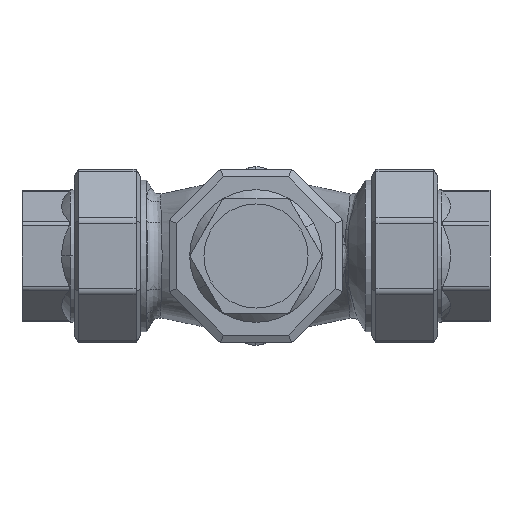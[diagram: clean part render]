
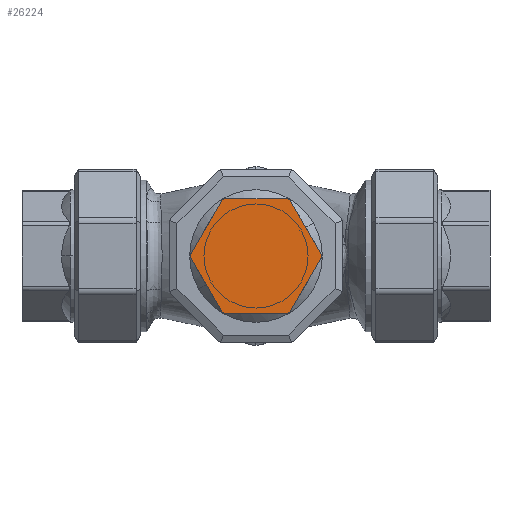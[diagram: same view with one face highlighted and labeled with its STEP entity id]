
A CAD part, front view. The second image highlights one B-rep face of the part: STEP entity #26224.
In plain terms, the highlighted planar face has unit normal (0, -1, 0).
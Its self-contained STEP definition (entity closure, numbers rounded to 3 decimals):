
#116 = AXIS2_PLACEMENT_3D ( 'NONE', #67052, #67065, #67067 ) ;
#6288 = CARTESIAN_POINT ( 'NONE',  ( 11.881, -89.05, 20.578 ) ) ;
#6289 = DIRECTION ( 'NONE',  ( 0., -1., 0. ) ) ;
#16413 = VERTEX_POINT ( 'NONE', #88795 ) ;
#16427 = VERTEX_POINT ( 'NONE', #88809 ) ;
#16489 = VERTEX_POINT ( 'NONE', #88871 ) ;
#19883 = EDGE_LOOP ( 'NONE', ( #56987, #56984, #56981, #56979, #56976, #56973, #56970, #56968, #56965, #56962, #56959, #56957 ) ) ;
#26224 = ADVANCED_FACE ( 'NONE', ( #67057 ), #67059, .F. ) ;
#32318 = CIRCLE ( 'NONE', #32326, 2.006 ) ;
#32320 = CIRCLE ( 'NONE', #32322, 2.006 ) ;
#32322 = AXIS2_PLACEMENT_3D ( 'NONE', #6288, #6289, #79273 ) ;
#32324 = CIRCLE ( 'NONE', #32331, 2.006 ) ;
#32326 = AXIS2_PLACEMENT_3D ( 'NONE', #82273, #82275, #82277 ) ;
#32328 = CIRCLE ( 'NONE', #32335, 2.006 ) ;
#32331 = AXIS2_PLACEMENT_3D ( 'NONE', #82282, #82284, #82286 ) ;
#32333 = CIRCLE ( 'NONE', #32339, 2.006 ) ;
#32335 = AXIS2_PLACEMENT_3D ( 'NONE', #82289, #82291, #82293 ) ;
#32337 = CIRCLE ( 'NONE', #32344, 2.006 ) ;
#32339 = AXIS2_PLACEMENT_3D ( 'NONE', #82298, #82300, #82302 ) ;
#32344 = AXIS2_PLACEMENT_3D ( 'NONE', #82309, #82311, #82313 ) ;
#33521 = VERTEX_POINT ( 'NONE', #67246 ) ;
#33621 = VERTEX_POINT ( 'NONE', #67346 ) ;
#33622 = VERTEX_POINT ( 'NONE', #67347 ) ;
#33628 = VERTEX_POINT ( 'NONE', #67353 ) ;
#33633 = VERTEX_POINT ( 'NONE', #67358 ) ;
#33637 = VERTEX_POINT ( 'NONE', #67362 ) ;
#33670 = VERTEX_POINT ( 'NONE', #67395 ) ;
#33674 = VERTEX_POINT ( 'NONE', #67399 ) ;
#33726 = VERTEX_POINT ( 'NONE', #67451 ) ;
#43902 = VECTOR ( 'NONE', #70993, 1000. ) ;
#43911 = VECTOR ( 'NONE', #71043, 1000. ) ;
#43981 = VECTOR ( 'NONE', #71188, 1000. ) ;
#43988 = VECTOR ( 'NONE', #70980, 1000. ) ;
#43993 = VECTOR ( 'NONE', #71097, 1000. ) ;
#43994 = VECTOR ( 'NONE', #71209, 1000. ) ;
#44486 = EDGE_CURVE ( 'NONE', #33726, #33670, #70960, .T. ) ;
#44491 = EDGE_CURVE ( 'NONE', #16413, #33622, #70988, .T. ) ;
#44500 = EDGE_CURVE ( 'NONE', #33637, #33674, #71038, .T. ) ;
#44510 = EDGE_CURVE ( 'NONE', #33621, #16427, #71092, .T. ) ;
#44524 = EDGE_CURVE ( 'NONE', #33521, #33633, #71183, .T. ) ;
#44531 = EDGE_CURVE ( 'NONE', #16489, #33628, #71151, .T. ) ;
#56957 = ORIENTED_EDGE ( 'NONE', *, *, #72153, .T. ) ;
#56959 = ORIENTED_EDGE ( 'NONE', *, *, #44531, .T. ) ;
#56962 = ORIENTED_EDGE ( 'NONE', *, *, #72152, .T. ) ;
#56965 = ORIENTED_EDGE ( 'NONE', *, *, #44486, .T. ) ;
#56968 = ORIENTED_EDGE ( 'NONE', *, *, #72151, .T. ) ;
#56970 = ORIENTED_EDGE ( 'NONE', *, *, #44491, .T. ) ;
#56973 = ORIENTED_EDGE ( 'NONE', *, *, #72150, .T. ) ;
#56976 = ORIENTED_EDGE ( 'NONE', *, *, #44500, .T. ) ;
#56979 = ORIENTED_EDGE ( 'NONE', *, *, #72149, .T. ) ;
#56981 = ORIENTED_EDGE ( 'NONE', *, *, #44510, .T. ) ;
#56984 = ORIENTED_EDGE ( 'NONE', *, *, #72148, .T. ) ;
#56987 = ORIENTED_EDGE ( 'NONE', *, *, #44524, .T. ) ;
#67052 = CARTESIAN_POINT ( 'NONE',  ( 9.767, -89.05, -16.916 ) ) ;
#67057 = FACE_OUTER_BOUND ( 'NONE', #19883, .T. ) ;
#67059 = PLANE ( 'NONE',  #116 ) ;
#67065 = DIRECTION ( 'NONE',  ( 0., 1., 0. ) ) ;
#67067 = DIRECTION ( 'NONE',  ( 0.866, 0., 0.5 ) ) ;
#67246 = CARTESIAN_POINT ( 'NONE',  ( 25.499, -89.05, 1.003 ) ) ;
#67346 = CARTESIAN_POINT ( 'NONE',  ( 11.881, -89.05, 22.584 ) ) ;
#67347 = CARTESIAN_POINT ( 'NONE',  ( -13.618, -89.05, -21.581 ) ) ;
#67353 = CARTESIAN_POINT ( 'NONE',  ( 25.499, -89.05, -1.003 ) ) ;
#67358 = CARTESIAN_POINT ( 'NONE',  ( 13.618, -89.05, 21.581 ) ) ;
#67362 = CARTESIAN_POINT ( 'NONE',  ( -13.618, -89.05, 21.581 ) ) ;
#67395 = CARTESIAN_POINT ( 'NONE',  ( 11.881, -89.05, -22.584 ) ) ;
#67399 = CARTESIAN_POINT ( 'NONE',  ( -25.499, -89.05, 1.003 ) ) ;
#67451 = CARTESIAN_POINT ( 'NONE',  ( -11.881, -89.05, -22.584 ) ) ;
#70960 = LINE ( 'NONE', #70975, #43988 ) ;
#70975 = CARTESIAN_POINT ( 'NONE',  ( -13.039, -89.05, -22.584 ) ) ;
#70980 = DIRECTION ( 'NONE',  ( 1., 0., 0. ) ) ;
#70988 = LINE ( 'NONE', #70991, #43902 ) ;
#70991 = CARTESIAN_POINT ( 'NONE',  ( -26.078, -89.05, 0. ) ) ;
#70993 = DIRECTION ( 'NONE',  ( 0.5, 0., -0.866 ) ) ;
#71038 = LINE ( 'NONE', #71041, #43911 ) ;
#71041 = CARTESIAN_POINT ( 'NONE',  ( -13.039, -89.05, 22.584 ) ) ;
#71043 = DIRECTION ( 'NONE',  ( -0.5, 0., -0.866 ) ) ;
#71092 = LINE ( 'NONE', #71095, #43993 ) ;
#71095 = CARTESIAN_POINT ( 'NONE',  ( 13.039, -89.05, 22.584 ) ) ;
#71097 = DIRECTION ( 'NONE',  ( -1., 0., 0. ) ) ;
#71151 = LINE ( 'NONE', #71205, #43994 ) ;
#71183 = LINE ( 'NONE', #71186, #43981 ) ;
#71186 = CARTESIAN_POINT ( 'NONE',  ( 26.078, -89.05, 0. ) ) ;
#71188 = DIRECTION ( 'NONE',  ( -0.5, 0., 0.866 ) ) ;
#71205 = CARTESIAN_POINT ( 'NONE',  ( 13.039, -89.05, -22.584 ) ) ;
#71209 = DIRECTION ( 'NONE',  ( 0.5, 0., 0.866 ) ) ;
#72148 = EDGE_CURVE ( 'NONE', #33633, #33621, #32320, .T. ) ;
#72149 = EDGE_CURVE ( 'NONE', #16427, #33637, #32318, .T. ) ;
#72150 = EDGE_CURVE ( 'NONE', #33674, #16413, #32324, .T. ) ;
#72151 = EDGE_CURVE ( 'NONE', #33622, #33726, #32328, .T. ) ;
#72152 = EDGE_CURVE ( 'NONE', #33670, #16489, #32333, .T. ) ;
#72153 = EDGE_CURVE ( 'NONE', #33628, #33521, #32337, .T. ) ;
#79273 = DIRECTION ( 'NONE',  ( 0.866, 0., 0.5 ) ) ;
#82273 = CARTESIAN_POINT ( 'NONE',  ( -11.881, -89.05, 20.578 ) ) ;
#82275 = DIRECTION ( 'NONE',  ( 0., -1., 0. ) ) ;
#82277 = DIRECTION ( 'NONE',  ( 0.866, 0., 0.5 ) ) ;
#82282 = CARTESIAN_POINT ( 'NONE',  ( -23.762, -89.05, 0. ) ) ;
#82284 = DIRECTION ( 'NONE',  ( 0., -1., 0. ) ) ;
#82286 = DIRECTION ( 'NONE',  ( 0.866, 0., 0.5 ) ) ;
#82289 = CARTESIAN_POINT ( 'NONE',  ( -11.881, -89.05, -20.578 ) ) ;
#82291 = DIRECTION ( 'NONE',  ( 0., -1., 0. ) ) ;
#82293 = DIRECTION ( 'NONE',  ( 0.866, 0., 0.5 ) ) ;
#82298 = CARTESIAN_POINT ( 'NONE',  ( 11.881, -89.05, -20.578 ) ) ;
#82300 = DIRECTION ( 'NONE',  ( 0., -1., 0. ) ) ;
#82302 = DIRECTION ( 'NONE',  ( 0.866, 0., 0.5 ) ) ;
#82309 = CARTESIAN_POINT ( 'NONE',  ( 23.762, -89.05, 0. ) ) ;
#82311 = DIRECTION ( 'NONE',  ( 0., -1., 0. ) ) ;
#82313 = DIRECTION ( 'NONE',  ( 0.866, 0., 0.5 ) ) ;
#88795 = CARTESIAN_POINT ( 'NONE',  ( -25.499, -89.05, -1.003 ) ) ;
#88809 = CARTESIAN_POINT ( 'NONE',  ( -11.881, -89.05, 22.584 ) ) ;
#88871 = CARTESIAN_POINT ( 'NONE',  ( 13.618, -89.05, -21.581 ) ) ;
